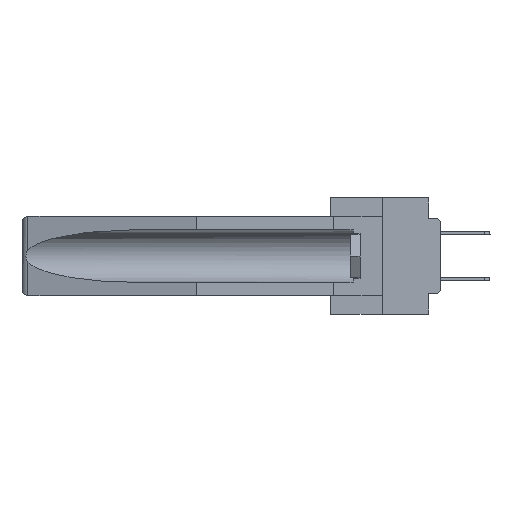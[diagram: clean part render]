
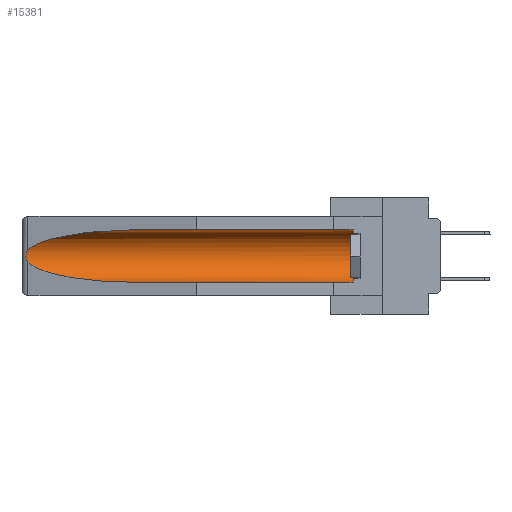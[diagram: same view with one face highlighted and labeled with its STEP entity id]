
A CAD part, left-side view. The second image highlights one B-rep face of the part: STEP entity #15381.
In plain terms, the highlighted cylindrical face has radius 2.857 mm (diameter 5.715 mm), a partial arc.
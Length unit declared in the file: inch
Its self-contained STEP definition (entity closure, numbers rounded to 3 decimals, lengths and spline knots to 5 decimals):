
#1909 = CARTESIAN_POINT ( 'NONE',  ( 0.26654, 1.53092, -0.15636 ) ) ;
#1978 = CARTESIAN_POINT ( 'NONE',  ( 0.26537, 1.52718, -0.19328 ) ) ;
#2368 = ORIENTED_EDGE ( 'NONE', *, *, #11215, .T. ) ;
#2603 = CARTESIAN_POINT ( 'NONE',  ( 0.26537, 1.52718, -0.14972 ) ) ;
#4057 =( BOUNDED_CURVE ( )  B_SPLINE_CURVE ( 3, ( #26043, #8466, #11090, #18388 ),
 .UNSPECIFIED., .F., .T. ) 
 B_SPLINE_CURVE_WITH_KNOTS ( ( 4, 4 ),
 ( 0.1948, 1.5708 ),
 .UNSPECIFIED. ) 
 CURVE ( )  GEOMETRIC_REPRESENTATION_ITEM ( )  RATIONAL_B_SPLINE_CURVE ( ( 1., 0.848, 0.848, 1. ) ) 
 REPRESENTATION_ITEM ( '' )  );
#4346 = CARTESIAN_POINT ( 'NONE',  ( 0.2673, 1.5327, -0.16383 ) ) ;
#4863 = VECTOR ( 'NONE', #15073, 39.37008 ) ;
#5142 = CARTESIAN_POINT ( 'NONE',  ( 0.155, -0.30754, -0.284 ) ) ;
#5197 = CARTESIAN_POINT ( 'NONE',  ( 0.21114, 1.30732, -0.059 ) ) ;
#5454 = CARTESIAN_POINT ( 'NONE',  ( 0.155, 0.126, -0.059 ) ) ;
#8466 = CARTESIAN_POINT ( 'NONE',  ( 0.25451, 1.48313, -0.24835 ) ) ;
#8827 = CARTESIAN_POINT ( 'NONE',  ( 0.155, 1.07973, -0.059 ) ) ;
#9193 = EDGE_CURVE ( 'NONE', #27077, #18151, #20472, .T. ) ;
#9384 = CARTESIAN_POINT ( 'NONE',  ( 0.26537, 1.52718, -0.19328 ) ) ;
#9783 = ORIENTED_EDGE ( 'NONE', *, *, #18189, .T. ) ;
#10739 = CARTESIAN_POINT ( 'NONE',  ( 0.155, 1.07973, -0.059 ) ) ;
#10845 = LINE ( 'NONE', #5142, #4863 ) ;
#11044 = CARTESIAN_POINT ( 'NONE',  ( 0.155, 0.126, -0.284 ) ) ;
#11090 = CARTESIAN_POINT ( 'NONE',  ( 0.21114, 1.30732, -0.284 ) ) ;
#11215 = EDGE_CURVE ( 'NONE', #19660, #27077, #19619, .T. ) ;
#11829 = CARTESIAN_POINT ( 'NONE',  ( 0.2675, 1.53308, -0.16763 ) ) ;
#13012 = CARTESIAN_POINT ( 'NONE',  ( 0.155, 1.07973, -0.284 ) ) ;
#13155 = VERTEX_POINT ( 'NONE', #1978 ) ;
#13950 = FACE_OUTER_BOUND ( 'NONE', #14540, .T. ) ;
#14433 = CYLINDRICAL_SURFACE ( 'NONE', #22705, 0.1125 ) ;
#14540 = EDGE_LOOP ( 'NONE', ( #16450, #9783, #31648, #22668, #18709, #2368 ) ) ;
#15073 = DIRECTION ( 'NONE',  ( 0., 1., 0. ) ) ;
#15381 = ADVANCED_FACE ( 'NONE', ( #13950 ), #14433, .F. ) ;
#16450 = ORIENTED_EDGE ( 'NONE', *, *, #9193, .T. ) ;
#16692 = CARTESIAN_POINT ( 'NONE',  ( 0.155, -0.30754, -0.1715 ) ) ;
#17331 = CARTESIAN_POINT ( 'NONE',  ( 0.2675, 1.53308, -0.17534 ) ) ;
#18151 = VERTEX_POINT ( 'NONE', #31976 ) ;
#18189 = EDGE_CURVE ( 'NONE', #18151, #13155, #22310, .T. ) ;
#18388 = CARTESIAN_POINT ( 'NONE',  ( 0.155, 1.07973, -0.284 ) ) ;
#18709 = ORIENTED_EDGE ( 'NONE', *, *, #25398, .T. ) ;
#19304 = DIRECTION ( 'NONE',  ( 0., 1., 0. ) ) ;
#19382 = VERTEX_POINT ( 'NONE', #11044 ) ;
#19614 = AXIS2_PLACEMENT_3D ( 'NONE', #22692, #20100, #20408 ) ;
#19619 = LINE ( 'NONE', #29360, #19912 ) ;
#19636 = CARTESIAN_POINT ( 'NONE',  ( 0.26537, 1.52718, -0.14972 ) ) ;
#19660 = VERTEX_POINT ( 'NONE', #5454 ) ;
#19731 = EDGE_CURVE ( 'NONE', #19382, #23434, #10845, .T. ) ;
#19912 = VECTOR ( 'NONE', #24328, 39.37008 ) ;
#20100 = DIRECTION ( 'NONE',  ( 0., -1., 0. ) ) ;
#20408 = DIRECTION ( 'NONE',  ( 0., 0., 1. ) ) ;
#20472 =( BOUNDED_CURVE ( )  B_SPLINE_CURVE ( 3, ( #10739, #5197, #30544, #2603 ),
 .UNSPECIFIED., .F., .T. ) 
 B_SPLINE_CURVE_WITH_KNOTS ( ( 4, 4 ),
 ( 4.71239, 6.08839 ),
 .UNSPECIFIED. ) 
 CURVE ( )  GEOMETRIC_REPRESENTATION_ITEM ( )  RATIONAL_B_SPLINE_CURVE ( ( 1., 0.848, 0.848, 1. ) ) 
 REPRESENTATION_ITEM ( '' )  );
#20661 = EDGE_CURVE ( 'NONE', #13155, #23434, #4057, .T. ) ;
#21597 = CARTESIAN_POINT ( 'NONE',  ( 0.26655, 1.53094, -0.18657 ) ) ;
#22310 = B_SPLINE_CURVE_WITH_KNOTS ( 'NONE', 3,
 ( #19636, #29538, #1909, #4346, #11829, #17331, #24821, #21597, #31646, #9384 ),
 .UNSPECIFIED., .F., .F.,
 ( 4, 2, 2, 2, 4 ),
 ( 0., 0.00029, 0.00058, 0.00087, 0.00117 ),
 .UNSPECIFIED. ) ;
#22668 = ORIENTED_EDGE ( 'NONE', *, *, #19731, .F. ) ;
#22692 = CARTESIAN_POINT ( 'NONE',  ( 0.155, 0.126, -0.1715 ) ) ;
#22705 = AXIS2_PLACEMENT_3D ( 'NONE', #16692, #19304, #29046 ) ;
#23257 = CIRCLE ( 'NONE', #19614, 0.1125 ) ;
#23434 = VERTEX_POINT ( 'NONE', #13012 ) ;
#24328 = DIRECTION ( 'NONE',  ( 0., 1., 0. ) ) ;
#24821 = CARTESIAN_POINT ( 'NONE',  ( 0.2673, 1.53269, -0.17917 ) ) ;
#25398 = EDGE_CURVE ( 'NONE', #19382, #19660, #23257, .T. ) ;
#26043 = CARTESIAN_POINT ( 'NONE',  ( 0.26537, 1.52718, -0.19328 ) ) ;
#27077 = VERTEX_POINT ( 'NONE', #8827 ) ;
#29046 = DIRECTION ( 'NONE',  ( 0., 0., 1. ) ) ;
#29360 = CARTESIAN_POINT ( 'NONE',  ( 0.155, -0.30754, -0.059 ) ) ;
#29538 = CARTESIAN_POINT ( 'NONE',  ( 0.26597, 1.52961, -0.15275 ) ) ;
#30544 = CARTESIAN_POINT ( 'NONE',  ( 0.25451, 1.48313, -0.09465 ) ) ;
#31646 = CARTESIAN_POINT ( 'NONE',  ( 0.26597, 1.5296, -0.19026 ) ) ;
#31648 = ORIENTED_EDGE ( 'NONE', *, *, #20661, .T. ) ;
#31976 = CARTESIAN_POINT ( 'NONE',  ( 0.26537, 1.52718, -0.14972 ) ) ;
